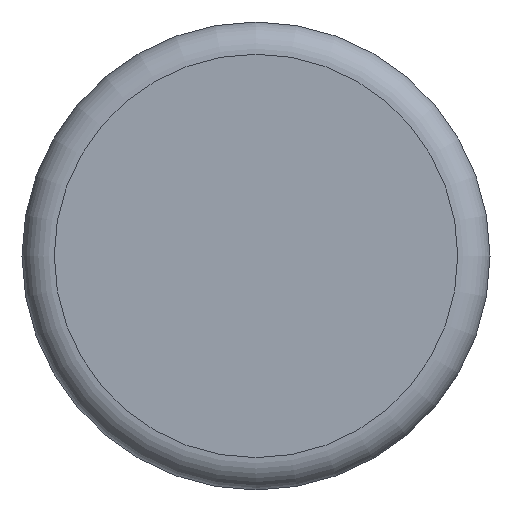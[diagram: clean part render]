
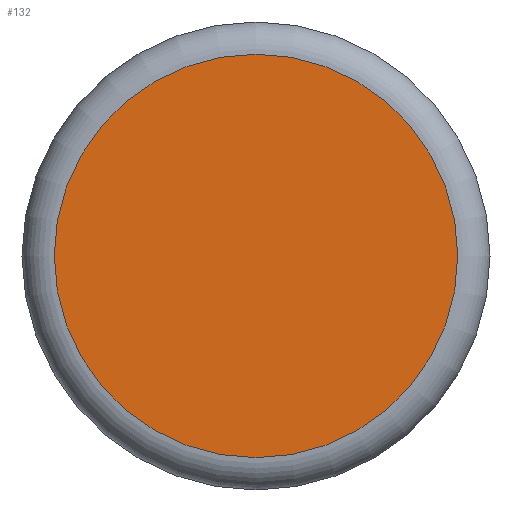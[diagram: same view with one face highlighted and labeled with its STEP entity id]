
A CAD part, top view. The second image highlights one B-rep face of the part: STEP entity #132.
In plain terms, the highlighted planar face has unit normal (0, 0, 1).
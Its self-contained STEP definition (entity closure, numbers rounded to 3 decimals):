
#132 = ADVANCED_FACE( '', ( #286 ), #287, .F. );
#286 = FACE_OUTER_BOUND( '', #457, .T. );
#287 = PLANE( '', #458 );
#457 = EDGE_LOOP( '', ( #740 ) );
#458 = AXIS2_PLACEMENT_3D( '', #741, #742, #743 );
#740 = ORIENTED_EDGE( '', *, *, #876, .T. );
#741 = CARTESIAN_POINT( '', ( 14.5, 0., 57.5 ) );
#742 = DIRECTION( '', ( 0., 0., -1. ) );
#743 = DIRECTION( '', ( -1., 0., 0. ) );
#876 = EDGE_CURVE( '', #1017, #1017, #1018, .F. );
#1017 = VERTEX_POINT( '', #1218 );
#1018 = CIRCLE( '', #1219, 12.496 );
#1218 = CARTESIAN_POINT( '', ( -12.496, 0., 57.5 ) );
#1219 = AXIS2_PLACEMENT_3D( '', #1423, #1424, #1425 );
#1423 = CARTESIAN_POINT( '', ( 0., 0., 57.5 ) );
#1424 = DIRECTION( '', ( 0., 0., -1. ) );
#1425 = DIRECTION( '', ( -1., 0., 0. ) );
